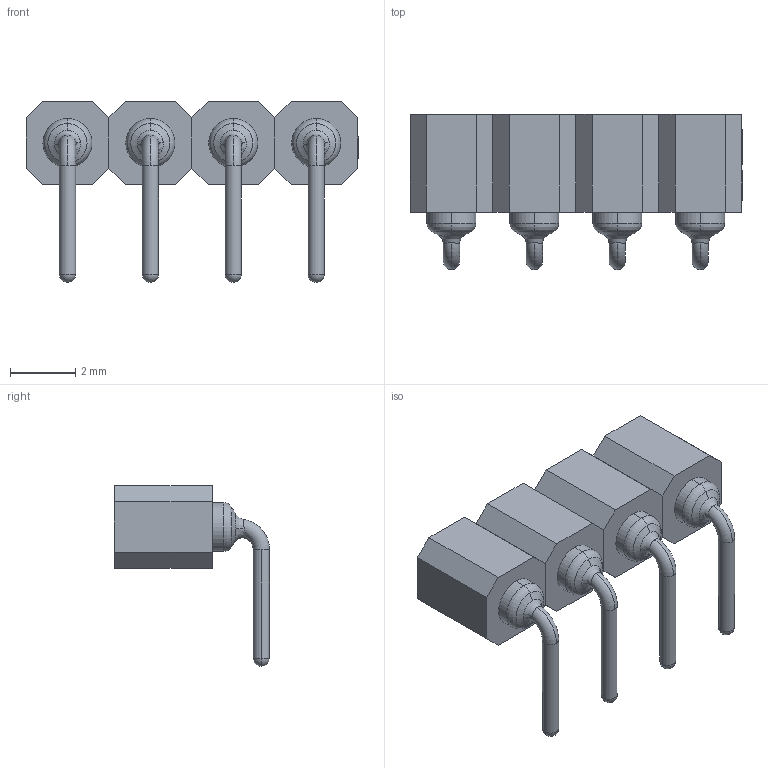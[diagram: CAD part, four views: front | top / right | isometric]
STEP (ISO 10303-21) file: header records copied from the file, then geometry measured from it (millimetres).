
FILE_DESCRIPTION (( 'STEP AP214' ), '1' );
FILE_NAME ('HDR-TH_4P-P2.54_MOTHERS1-4P.step', '2022-07-02T12:36:32', ( '' ), ( '' ), 'SwSTEP 2.0', 'SolidWorks 2020', '' );
FILE_SCHEMA (( 'AUTOMOTIVE_DESIGN' ));
Length unit declared in the file: millimetre
Products named in the file (1): HDR-TH_4P-P2.54_MOTHERS1-4P
Bounding box: 10.17 x 4.75 x 5.54 mm (x, y, z)
Volume: 73 mm3; surface area: 216.7 mm2
Topology: 4 solids, 4 shells, 588 faces, 1567 edges, 1026 vertices
Faces by surface type: plane 346, bspline 162, torus 24, cylinder 24, sphere 16, cone 16
Entity records: 28188 total; most frequent: CARTESIAN_POINT 8248, ORIENTED_EDGE 3070, DIRECTION 2173, EDGE_CURVE 1535, VECTOR 1063, LINE 1063, VERTEX_POINT 1010, EDGE_LOOP 643
